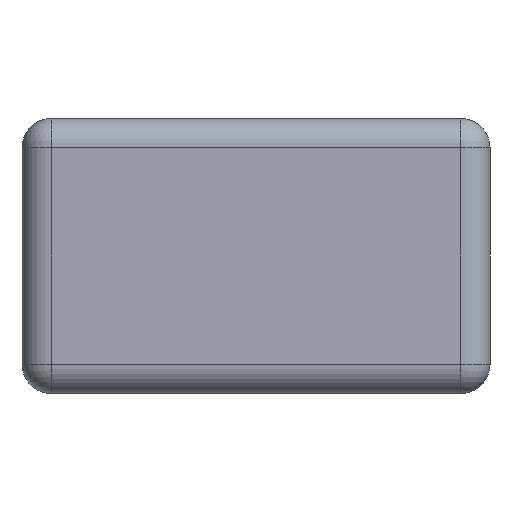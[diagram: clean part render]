
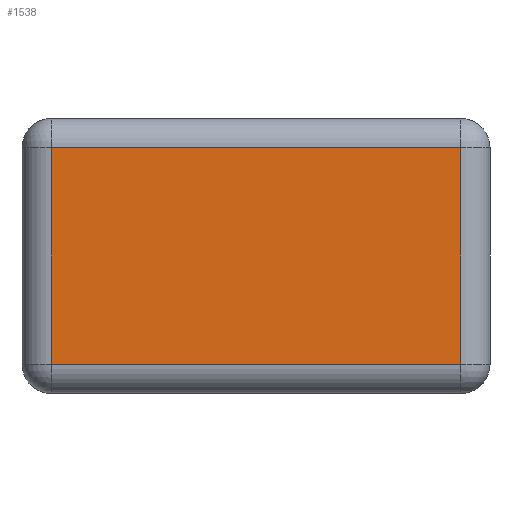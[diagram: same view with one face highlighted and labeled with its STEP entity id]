
A CAD part, left-side view. The second image highlights one B-rep face of the part: STEP entity #1538.
In plain terms, the highlighted planar face has unit normal (-1, 0, 0).
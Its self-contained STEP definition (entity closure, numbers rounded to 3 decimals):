
#1118=CARTESIAN_POINT('',(-1.6,0.7,0.1));
#1119=VERTEX_POINT('',#1118);
#1162=CARTESIAN_POINT('',(-1.6,-0.7,0.1));
#1163=VERTEX_POINT('',#1162);
#1188=CARTESIAN_POINT('',(-1.6,0.7,0.84));
#1189=VERTEX_POINT('',#1188);
#1232=CARTESIAN_POINT('',(-1.6,-0.7,0.84));
#1233=VERTEX_POINT('',#1232);
#1257=CARTESIAN_POINT('',(-1.6,0.7,0.84));
#1258=DIRECTION('',(0.0,-1.0,0.0));
#1259=VECTOR('',#1258,1.4);
#1260=LINE('',#1257,#1259);
#1261=EDGE_CURVE('',#1189,#1233,#1260,.T.);
#1279=CARTESIAN_POINT('',(-1.6,-0.7,0.84));
#1280=DIRECTION('',(0.0,0.0,-1.0));
#1281=VECTOR('',#1280,0.74);
#1282=LINE('',#1279,#1281);
#1283=EDGE_CURVE('',#1233,#1163,#1282,.T.);
#1340=CARTESIAN_POINT('',(-1.6,0.7,0.1));
#1341=DIRECTION('',(0.0,0.0,1.0));
#1342=VECTOR('',#1341,0.74);
#1343=LINE('',#1340,#1342);
#1344=EDGE_CURVE('',#1119,#1189,#1343,.T.);
#1426=CARTESIAN_POINT('',(-1.6,-0.7,0.1));
#1427=DIRECTION('',(0.0,1.0,0.0));
#1428=VECTOR('',#1427,1.4);
#1429=LINE('',#1426,#1428);
#1430=EDGE_CURVE('',#1163,#1119,#1429,.T.);
#1527=CARTESIAN_POINT('',(-1.6,-0.8,0.0));
#1528=DIRECTION('',(-1.0,0.0,0.0));
#1529=DIRECTION('',(0.0,0.0,1.0));
#1530=AXIS2_PLACEMENT_3D('',#1527,#1528,#1529);
#1531=PLANE('',#1530);
#1532=ORIENTED_EDGE('',*,*,#1261,.F.);
#1533=ORIENTED_EDGE('',*,*,#1344,.F.);
#1534=ORIENTED_EDGE('',*,*,#1430,.F.);
#1535=ORIENTED_EDGE('',*,*,#1283,.F.);
#1536=EDGE_LOOP('',(#1532,#1533,#1534,#1535));
#1537=FACE_OUTER_BOUND('',#1536,.T.);
#1538=ADVANCED_FACE('',(#1537),#1531,.T.);
